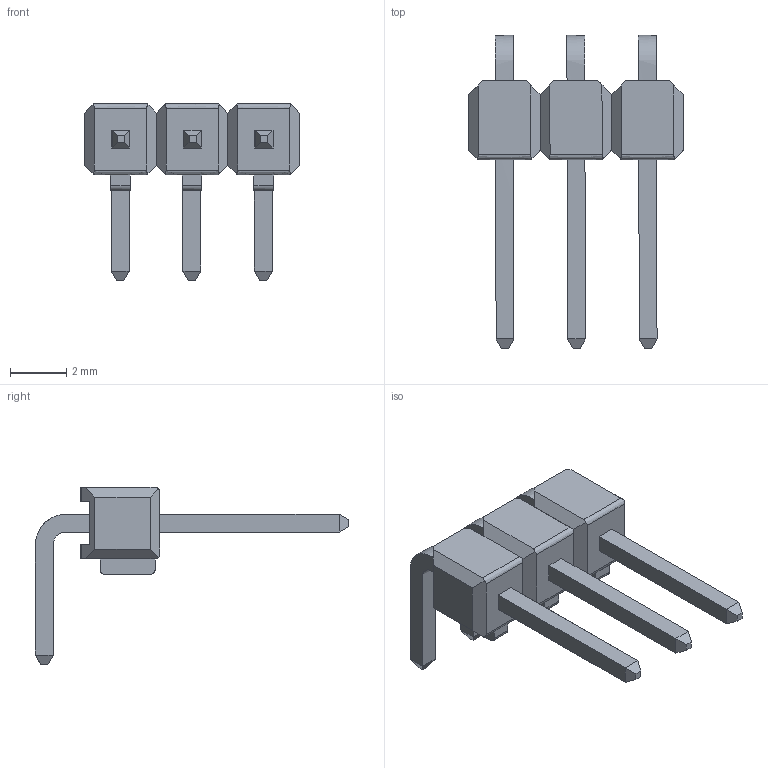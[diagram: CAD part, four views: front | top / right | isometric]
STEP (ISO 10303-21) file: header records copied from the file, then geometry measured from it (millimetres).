
FILE_DESCRIPTION(('FreeCAD Model'),'2;1');
FILE_NAME('Pin_Header_Angled_1x03_Pitch2.54mm.stp','2019-01-12T21:09:48',(''),(''), 'Open CASCADE STEP processor 7.3','FreeCAD','Unknown');
FILE_SCHEMA(('AUTOMOTIVE_DESIGN { 1 0 10303 214 1 1 1 1 }'));
Length unit declared in the file: millimetre
Products named in the file (1): Pin_Header_Angled_1x03_Pitch2.54mm
Bounding box: 7.63 x 11.11 x 6.29 mm (x, y, z)
Volume: 115.9 mm3; surface area: 499.5 mm2
Topology: 10 solids, 38 shells, 270 faces, 2104 edges, 3242 vertices
Faces by surface type: plane 234, bspline 36
Entity records: 21084 total; most frequent: CARTESIAN_POINT 10037, B_SPLINE_CURVE_WITH_KNOTS 1952, GEOMETRIC_CURVE_SET 1370, TRIMMED_CURVE 1370, ORIENTED_EDGE 1356, EDGE_CURVE 734, VERTEX_POINT 512, DIRECTION 470
